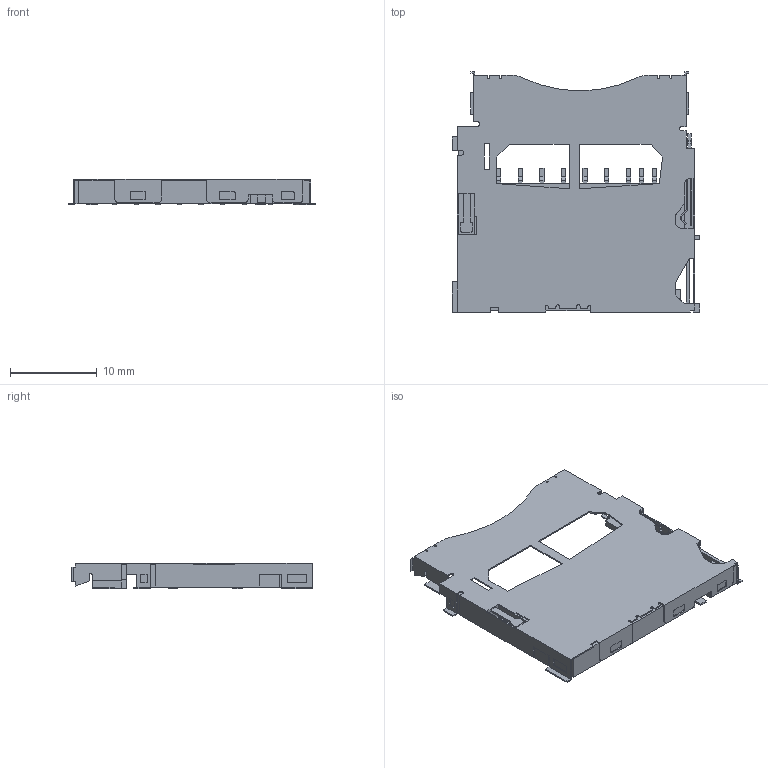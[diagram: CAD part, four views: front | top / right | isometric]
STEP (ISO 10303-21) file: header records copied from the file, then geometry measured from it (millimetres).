
FILE_DESCRIPTION((''),'2;1');
FILE_NAME('5035000993','2018-11-23T',('gga'),(''),'PRO/ENGINEER BY PARAMETRIC TECHNOLOGY CORPORATION, 2016010','PRO/ENGINEER BY PARAMETRIC TECHNOLOGY CORPORATION, 2016010','');
FILE_SCHEMA(('CONFIG_CONTROL_DESIGN'));
Length unit declared in the file: millimetre
Products named in the file (1): 5035000993
Bounding box: 28.6 x 27.8 x 2.95 mm (x, y, z)
Volume: 532.6 mm3; surface area: 2474.5 mm2
Topology: 1 solids, 1 shells, 672 faces, 1997 edges, 1342 vertices
Faces by surface type: plane 532, cylinder 140
Entity records: 22319 total; most frequent: CARTESIAN_POINT 4224, ORIENTED_EDGE 3850, DIRECTION 3472, EDGE_CURVE 1925, VECTOR 1716, LINE 1716, VERTEX_POINT 1270, AXIS2_PLACEMENT_3D 878
